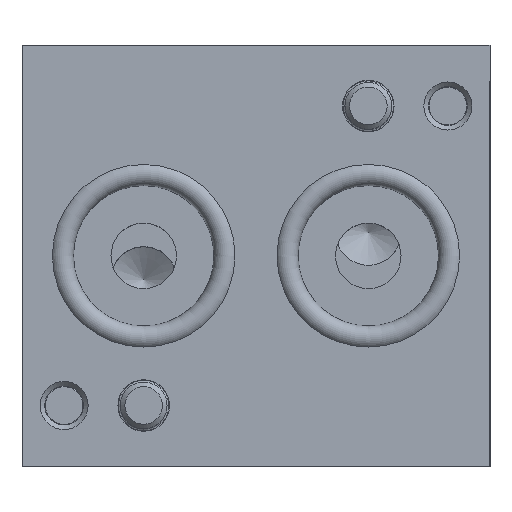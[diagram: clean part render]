
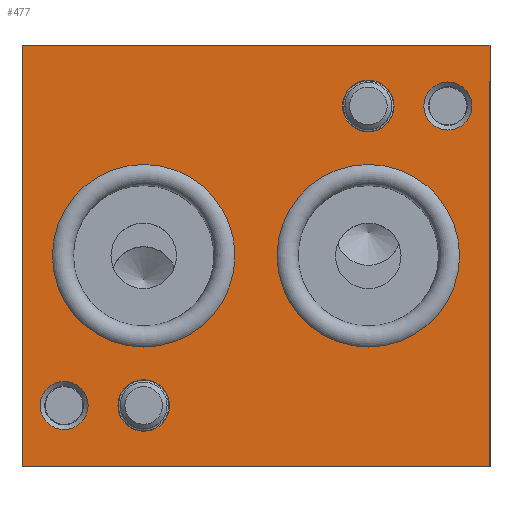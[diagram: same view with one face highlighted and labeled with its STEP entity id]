
A CAD part, top view. The second image highlights one B-rep face of the part: STEP entity #477.
In plain terms, the highlighted planar face has unit normal (0, 0, 1).
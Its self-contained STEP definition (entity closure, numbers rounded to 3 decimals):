
#392 = EDGE_CURVE( '    LINE', #776, #777, #778, .T. );
#424 = EDGE_CURVE( '    LINE', #832, #833, #834, .T. );
#426 = EDGE_CURVE( '     ARC', #836, #836, #837, .T. );
#469 = EDGE_CURVE( '     ARC', #911, #911, #912, .T. );
#477 = ADVANCED_FACE( '    FACE', ( #924, #925, #926, #927, #928, #929, #930 ), #931, .T. );
#521 = EDGE_CURVE( '     ARC', #1002, #1002, #1003, .T. );
#556 = EDGE_CURVE( '    LINE', #777, #832, #1062, .T. );
#576 = EDGE_CURVE( '    LINE', #833, #776, #1094, .T. );
#630 = EDGE_CURVE( '     ARC', #1173, #1173, #1174, .T. );
#776 = VERTEX_POINT( '', #1464 );
#777 = VERTEX_POINT( '', #1465 );
#778 = LINE( '', #1466, #1467 );
#832 = VERTEX_POINT( '', #1769 );
#833 = VERTEX_POINT( '', #1770 );
#834 = LINE( '', #1771, #1772 );
#836 = VERTEX_POINT( '', #1775 );
#837 = CIRCLE( '', #1776, 2.75 );
#911 = VERTEX_POINT( '', #1877 );
#912 = CIRCLE( '', #1878, 2.75 );
#924 = FACE_BOUND( '', #1898, .T. );
#925 = FACE_BOUND( '', #1899, .T. );
#926 = FACE_OUTER_BOUND( '', #1900, .T. );
#927 = FACE_BOUND( '', #1901, .T. );
#928 = FACE_BOUND( '', #1902, .T. );
#929 = FACE_BOUND( '', #1903, .T. );
#930 = FACE_BOUND( '', #1904, .T. );
#931 = PLANE( '', #1905 );
#1002 = VERTEX_POINT( '', #2003 );
#1003 = CIRCLE( '', #2004, 9.75 );
#1062 = LINE( '', #2085, #2086 );
#1094 = LINE( '', #2134, #2135 );
#1173 = VERTEX_POINT( '', #2290 );
#1174 = CIRCLE( '', #2291, 9.75 );
#1464 = CARTESIAN_POINT( '', ( 24., -19., 25. ) );
#1465 = CARTESIAN_POINT( '', ( 24., 26., 25. ) );
#1466 = CARTESIAN_POINT( '', ( 24., -19., 25. ) );
#1467 = VECTOR( '', #2654, 1000. );
#1769 = CARTESIAN_POINT( '', ( -26., 26., 25. ) );
#1770 = CARTESIAN_POINT( '', ( -26., -19., 25. ) );
#1771 = CARTESIAN_POINT( '', ( -26., 26., 25. ) );
#1772 = VECTOR( '', #2694, 1000. );
#1775 = CARTESIAN_POINT( '', ( 8.25, 19.5, 25. ) );
#1776 = AXIS2_PLACEMENT_3D( '', #2695, #2696, #2697 );
#1877 = CARTESIAN_POINT( '', ( -15.75, -12.5, 25. ) );
#1878 = AXIS2_PLACEMENT_3D( '', #2784, #2785, #2786 );
#1898 = EDGE_LOOP( '', ( #2795 ) );
#1899 = EDGE_LOOP( '', ( #2796 ) );
#1900 = EDGE_LOOP( '', ( #2797, #2798, #2799, #2800 ) );
#1901 = EDGE_LOOP( '', ( #2801 ) );
#1902 = EDGE_LOOP( '', ( #2802 ) );
#1903 = EDGE_LOOP( '', ( #2803 ) );
#1904 = EDGE_LOOP( '', ( #2804 ) );
#1905 = AXIS2_PLACEMENT_3D( '', #2805, #2806, #2807 );
#2003 = CARTESIAN_POINT( '', ( -22.75, 3.5, 25. ) );
#2004 = AXIS2_PLACEMENT_3D( '', #2891, #2892, #2893 );
#2085 = CARTESIAN_POINT( '', ( 24., 26., 25. ) );
#2086 = VECTOR( '', #2969, 1000. );
#2134 = CARTESIAN_POINT( '', ( -26., -19., 25. ) );
#2135 = VECTOR( '', #2999, 1000. );
#2290 = CARTESIAN_POINT( '', ( 1.25, 3.5, 25. ) );
#2291 = AXIS2_PLACEMENT_3D( '', #3086, #3087, #3088 );
#2654 = DIRECTION( '', ( 0., 1., 0. ) );
#2694 = DIRECTION( '', ( 0., -1., 0. ) );
#2695 = CARTESIAN_POINT( '', ( 11., 19.5, 25. ) );
#2696 = DIRECTION( '', ( 0., 0., 1. ) );
#2697 = DIRECTION( '', ( -1., 0., 0. ) );
#2784 = CARTESIAN_POINT( '', ( -13., -12.5, 25. ) );
#2785 = DIRECTION( '', ( 0., 0., 1. ) );
#2786 = DIRECTION( '', ( -1., 0., 0. ) );
#2795 = ORIENTED_EDGE( '', *, *, #3389, .T. );
#2796 = ORIENTED_EDGE( '', *, *, #3390, .T. );
#2797 = ORIENTED_EDGE( '', *, *, #556, .T. );
#2798 = ORIENTED_EDGE( '', *, *, #424, .T. );
#2799 = ORIENTED_EDGE( '', *, *, #576, .T. );
#2800 = ORIENTED_EDGE( '', *, *, #392, .T. );
#2801 = ORIENTED_EDGE( '', *, *, #521, .T. );
#2802 = ORIENTED_EDGE( '', *, *, #630, .T. );
#2803 = ORIENTED_EDGE( '', *, *, #426, .F. );
#2804 = ORIENTED_EDGE( '', *, *, #469, .F. );
#2805 = CARTESIAN_POINT( '', ( -26., -19., 25. ) );
#2806 = DIRECTION( '', ( 0., 0., 1. ) );
#2807 = DIRECTION( '', ( 1., 0., 0. ) );
#2891 = CARTESIAN_POINT( '', ( -13., 3.5, 25. ) );
#2892 = DIRECTION( '', ( 0., 0., -1. ) );
#2893 = DIRECTION( '', ( -1., 0., 0. ) );
#2969 = DIRECTION( '', ( -1., 0., 0. ) );
#2999 = DIRECTION( '', ( 1., 0., 0. ) );
#3086 = CARTESIAN_POINT( '', ( 11., 3.5, 25. ) );
#3087 = DIRECTION( '', ( 0., 0., -1. ) );
#3088 = DIRECTION( '', ( -1., 0., 0. ) );
#3389 = EDGE_CURVE( '', #4136, #4136, #4137, .F. );
#3390 = EDGE_CURVE( '', #4138, #4138, #4139, .F. );
#4136 = VERTEX_POINT( '', #4358 );
#4137 = CIRCLE( '', #4359, 2.567 );
#4138 = VERTEX_POINT( '', #4360 );
#4139 = CIRCLE( '', #4361, 2.567 );
#4358 = CARTESIAN_POINT( '', ( 22.067, 19.5, 25. ) );
#4359 = AXIS2_PLACEMENT_3D( '', #4720, #4721, #4722 );
#4360 = CARTESIAN_POINT( '', ( -18.933, -12.5, 25. ) );
#4361 = AXIS2_PLACEMENT_3D( '', #4723, #4724, #4725 );
#4720 = CARTESIAN_POINT( '', ( 19.5, 19.5, 25. ) );
#4721 = DIRECTION( '', ( 0., 0., 1. ) );
#4722 = DIRECTION( '', ( 1., 0., 0. ) );
#4723 = CARTESIAN_POINT( '', ( -21.5, -12.5, 25. ) );
#4724 = DIRECTION( '', ( 0., 0., 1. ) );
#4725 = DIRECTION( '', ( 1., 0., 0. ) );
